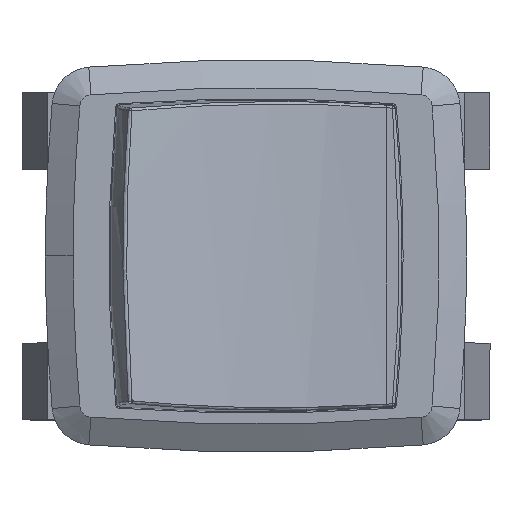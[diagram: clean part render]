
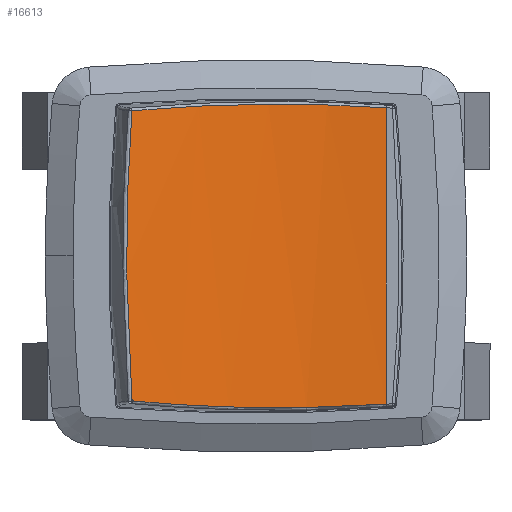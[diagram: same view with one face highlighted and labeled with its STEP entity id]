
A CAD part, top view. The second image highlights one B-rep face of the part: STEP entity #16613.
In plain terms, the highlighted cylindrical face has radius 40 mm (diameter 80 mm), a partial arc.
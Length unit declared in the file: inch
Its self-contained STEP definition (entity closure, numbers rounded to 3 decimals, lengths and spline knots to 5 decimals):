
#7 = CYLINDRICAL_SURFACE ( 'NONE', #7045, 1.5748 ) ;
#320 = CARTESIAN_POINT ( 'NONE',  ( -0.36537, -0.42724, 0.25475 ) ) ;
#469 = EDGE_CURVE ( 'NONE', #15683, #10105, #6853, .T. ) ;
#820 = CARTESIAN_POINT ( 'NONE',  ( 0.12326, -0.44825, 0.08154 ) ) ;
#1306 = CARTESIAN_POINT ( 'NONE',  ( -0.25123, 0.43783, 0.19306 ) ) ;
#2125 = CARTESIAN_POINT ( 'NONE',  ( -0.25123, -0.43783, 0.19306 ) ) ;
#3010 = CARTESIAN_POINT ( 'NONE',  ( 0.3834, -0.4363, 0.06535 ) ) ;
#3436 = CARTESIAN_POINT ( 'NONE',  ( -0.36537, -0.42724, 0.25475 ) ) ;
#3707 = CARTESIAN_POINT ( 'NONE',  ( -0.38087, -0.14257, 0.26324 ) ) ;
#3753 = CARTESIAN_POINT ( 'NONE',  ( 0.25353, -0.44496, 0.06535 ) ) ;
#4308 = CARTESIAN_POINT ( 'NONE',  ( 0.12326, 0.44825, 0.08154 ) ) ;
#5415 = ORIENTED_EDGE ( 'NONE', *, *, #469, .F. ) ;
#5793 = CARTESIAN_POINT ( 'NONE',  ( 0.3834, -0.45862, 1.64016 ) ) ;
#6853 = B_SPLINE_CURVE_WITH_KNOTS ( 'NONE', 3,
 ( #14069, #1306, #7080, #4308, #11198, #11106 ),
 .UNSPECIFIED., .F., .F.,
 ( 4, 2, 4 ),
 ( 0., 0.5, 1. ),
 .UNSPECIFIED. ) ;
#7045 = AXIS2_PLACEMENT_3D ( 'NONE', #5793, #13883, #11358 ) ;
#7080 = CARTESIAN_POINT ( 'NONE',  ( -0.12913, 0.44468, 0.14541 ) ) ;
#7605 = EDGE_LOOP ( 'NONE', ( #15607, #14221, #5415, #12560 ) ) ;
#7934 = CARTESIAN_POINT ( 'NONE',  ( -0.38087, 0.14258, 0.26324 ) ) ;
#7980 = B_SPLINE_CURVE_WITH_KNOTS ( 'NONE', 3,
 ( #3436, #10489, #3707, #7934, #9049, #13540 ),
 .UNSPECIFIED., .F., .F.,
 ( 4, 2, 4 ),
 ( 0., 0.5, 1. ),
 .UNSPECIFIED. ) ;
#9049 = CARTESIAN_POINT ( 'NONE',  ( -0.37576, 0.28515, 0.26037 ) ) ;
#9895 = FACE_OUTER_BOUND ( 'NONE', #7605, .T. ) ;
#10105 = VERTEX_POINT ( 'NONE', #14591 ) ;
#10489 = CARTESIAN_POINT ( 'NONE',  ( -0.37576, -0.28516, 0.26036 ) ) ;
#11106 = CARTESIAN_POINT ( 'NONE',  ( 0.3834, 0.4363, 0.06535 ) ) ;
#11198 = CARTESIAN_POINT ( 'NONE',  ( 0.25353, 0.44496, 0.06535 ) ) ;
#11358 = DIRECTION ( 'NONE',  ( 0., 0., 1. ) ) ;
#11950 = VERTEX_POINT ( 'NONE', #320 ) ;
#12198 = CARTESIAN_POINT ( 'NONE',  ( -0.12912, -0.44468, 0.14541 ) ) ;
#12451 = CARTESIAN_POINT ( 'NONE',  ( -0.36537, 0.42723, 0.25475 ) ) ;
#12560 = ORIENTED_EDGE ( 'NONE', *, *, #12684, .F. ) ;
#12684 = EDGE_CURVE ( 'NONE', #11950, #15683, #7980, .T. ) ;
#13149 = EDGE_CURVE ( 'NONE', #16998, #11950, #13214, .T. ) ;
#13214 = B_SPLINE_CURVE_WITH_KNOTS ( 'NONE', 3,
 ( #16366, #3753, #820, #12198, #2125, #16460 ),
 .UNSPECIFIED., .F., .F.,
 ( 4, 2, 4 ),
 ( 0., 0.5, 1. ),
 .UNSPECIFIED. ) ;
#13479 = CARTESIAN_POINT ( 'NONE',  ( 0.3834, 0., 0.06535 ) ) ;
#13540 = CARTESIAN_POINT ( 'NONE',  ( -0.36537, 0.42723, 0.25475 ) ) ;
#13865 = VECTOR ( 'NONE', #16176, 39.37008 ) ;
#13883 = DIRECTION ( 'NONE',  ( 0., 1., 0. ) ) ;
#14069 = CARTESIAN_POINT ( 'NONE',  ( -0.36537, 0.42723, 0.25475 ) ) ;
#14221 = ORIENTED_EDGE ( 'NONE', *, *, #18003, .F. ) ;
#14591 = CARTESIAN_POINT ( 'NONE',  ( 0.3834, 0.4363, 0.06535 ) ) ;
#14957 = LINE ( 'NONE', #13479, #13865 ) ;
#15607 = ORIENTED_EDGE ( 'NONE', *, *, #13149, .F. ) ;
#15683 = VERTEX_POINT ( 'NONE', #12451 ) ;
#16176 = DIRECTION ( 'NONE',  ( 0., -1., 0. ) ) ;
#16366 = CARTESIAN_POINT ( 'NONE',  ( 0.3834, -0.4363, 0.06535 ) ) ;
#16460 = CARTESIAN_POINT ( 'NONE',  ( -0.36537, -0.42724, 0.25475 ) ) ;
#16613 = ADVANCED_FACE ( 'NONE', ( #9895 ), #7, .F. ) ;
#16998 = VERTEX_POINT ( 'NONE', #3010 ) ;
#18003 = EDGE_CURVE ( 'NONE', #10105, #16998, #14957, .T. ) ;
